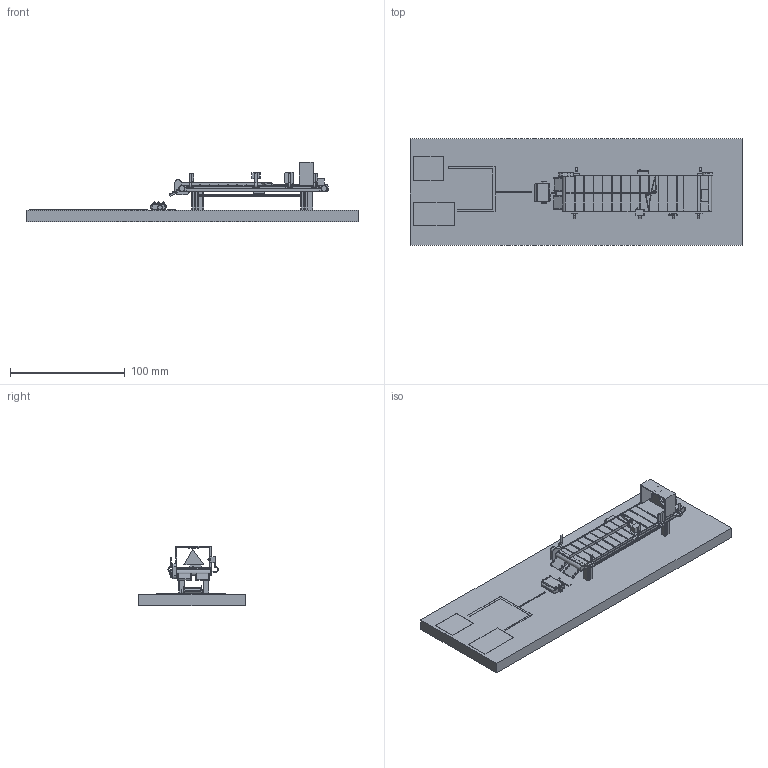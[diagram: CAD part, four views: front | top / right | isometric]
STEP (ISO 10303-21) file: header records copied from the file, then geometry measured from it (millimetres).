
FILE_DESCRIPTION(/* description */ (''),/* implementation_level */ '2;1');
FILE_NAME(/* name */ 'ASWAFullAssembly.step',/* time_stamp */ '2026-01-04T23:36:10-05:00',/* author */ (''),/* organization */ (''),/* preprocessor_version */ 'ST-DEVELOPER v20.1',/* originating_system */ 'Autodesk Translation Framework v14.21.0.0',/* authorisation */ '');
FILE_SCHEMA (('AUTOMOTIVE_DESIGN { 1 0 10303 214 3 1 1 }'));
Length unit declared in the file: millimetre
Products named in the file (34): ASWA1; Component1; Component2; Component3; Component4; Component5; Component6; Component7; Component8; Component9; Raspberry Pi Zero2 W; Component11; Component12; Component13; Robot; Robot (1); R; R (1); Component19; SCREEN; RobotParent; Component20; R (2); Component23; R (3); R (4); R (5); R (4) (1); R (9); R (7); R (2) (1); R (1) (1); R (6); R (8)
Assembly tree (34 placements, depth 2):
  ASWA1
    Component1
    Component2
    Component3
    Component4
    Component5
    Component6
    Component7
    Component8
    Component9
    Raspberry Pi Zero2 W
    Component11
    Component12
    Component13
    Robot
    Robot (1)
    R  x2
    R (1)
    Component19
    SCREEN
    RobotParent
    Component20
    R (2)
    Component23
    R (3)
    R (4)
    R (5)
    R (4) (1)
    R (9)
    R (7)
    R (2) (1)
    R (1) (1)
    R (6)
    R (8)
Bounding box: 288.86 x 93.01 x 51.4 mm (x, y, z)
Volume: 292452.7 mm3; surface area: 109321.7 mm2
Topology: 87 solids, 87 shells, 1061 faces, 2483 edges, 1636 vertices
Faces by surface type: plane 688, cylinder 202, bspline 131, torus 27, sphere 8, cone 5
Full cylindrical faces by diameter (mm): 0.06 x1, 0.097 x1, 0.4 x44, 0.457 x4, 0.607 x2, 0.921 x2, 1 x1, 1.219 x2, 1.233 x2, 1.5 x1, 3.259 x1, 3.901 x1, 4.301 x2, 5 x4
Entity records: 32486 total; most frequent: CARTESIAN_POINT 7539, ORIENTED_EDGE 4950, DIRECTION 4642, EDGE_CURVE 2475, LINE 1756, VECTOR 1756, VERTEX_POINT 1634, AXIS2_PLACEMENT_3D 1443
